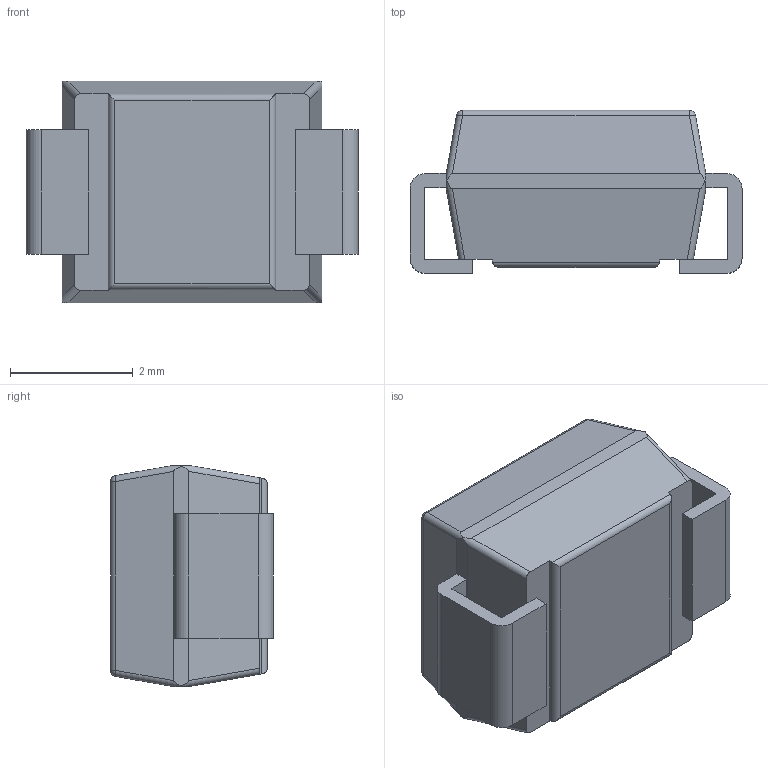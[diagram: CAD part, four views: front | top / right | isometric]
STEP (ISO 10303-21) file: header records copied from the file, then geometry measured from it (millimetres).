
FILE_DESCRIPTION (( 'STEP AP214' ), '1' );
FILE_NAME ('DIOM5436X265N.STEP', '2025-07-06T11:38:25', ( '' ), ( '' ), 'SwSTEP 2.0', 'SolidWorks 2025', '' );
FILE_SCHEMA (( 'AUTOMOTIVE_DESIGN' ));
Length unit declared in the file: millimetre
Products named in the file (1): DIOM5436X265N
Bounding box: 5.4 x 2.65 x 3.6 mm (x, y, z)
Volume: 37.1 mm3; surface area: 85.7 mm2
Topology: 1 solids, 1 shells, 69 faces, 186 edges, 116 vertices
Faces by surface type: plane 41, cylinder 24, sphere 4
Entity records: 2460 total; most frequent: CARTESIAN_POINT 464, ORIENTED_EDGE 364, DIRECTION 318, EDGE_CURVE 182, VECTOR 122, LINE 122, VERTEX_POINT 116, AXIS2_PLACEMENT_3D 98
